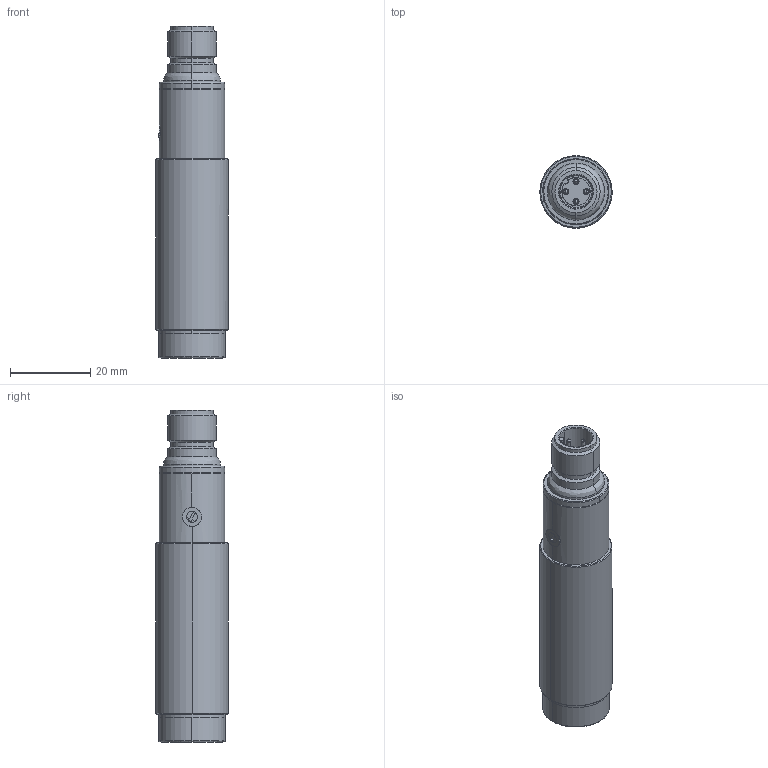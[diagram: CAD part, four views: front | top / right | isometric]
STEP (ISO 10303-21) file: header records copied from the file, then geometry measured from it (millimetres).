
FILE_DESCRIPTION (( 'STEP AP214' ), '1' );
FILE_NAME ('FALD-BN-0E.step', '2018-04-12T19:54:37', ( '' ), ( '' ), 'SwSTEP 2.0', 'SolidWorks 2017', '' );
FILE_SCHEMA (( 'AUTOMOTIVE_DESIGN' ));
Length unit declared in the file: inch
Products named in the file (1): FALD-BN-0E
Bounding box: 18 x 18 x 82.65 mm (x, y, z)
Volume: 17396 mm3; surface area: 7209.5 mm2
Topology: 11 solids, 11 shells, 175 faces, 387 edges, 240 vertices
Faces by surface type: cylinder 80, plane 51, cone 26, bspline 18
Entity records: 7780 total; most frequent: CARTESIAN_POINT 1433, DIRECTION 879, ORIENTED_EDGE 758, EDGE_CURVE 379, AXIS2_PLACEMENT_3D 364, VERTEX_POINT 240, CIRCLE 206, EDGE_LOOP 201
